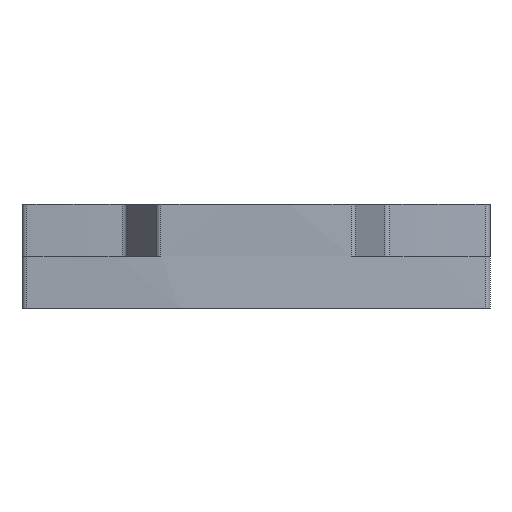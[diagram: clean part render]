
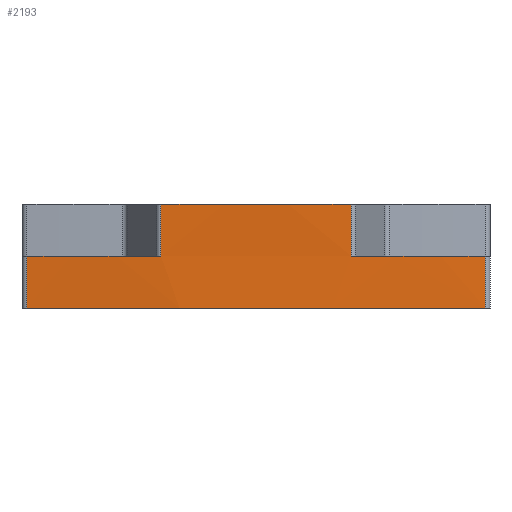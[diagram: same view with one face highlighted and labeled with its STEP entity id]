
A CAD part, front view. The second image highlights one B-rep face of the part: STEP entity #2193.
In plain terms, the highlighted cylindrical face has radius 253.625 mm (diameter 507.25 mm), a partial arc.
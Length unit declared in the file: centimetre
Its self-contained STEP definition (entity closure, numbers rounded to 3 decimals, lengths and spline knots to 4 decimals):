
#112=VECTOR('',#2508,1.);
#125=VECTOR('',#2537,1.);
#175=VECTOR('',#2612,1.);
#218=VECTOR('',#2664,1.);
#345=LINE('',#2979,#112);
#358=LINE('',#3018,#125);
#408=LINE('',#3137,#175);
#451=LINE('',#3230,#218);
#569=VERTEX_POINT('',#2912);
#570=VERTEX_POINT('',#2914);
#595=VERTEX_POINT('',#2973);
#598=VERTEX_POINT('',#2978);
#600=VERTEX_POINT('',#2987);
#616=VERTEX_POINT('',#3019);
#624=VERTEX_POINT('',#3041);
#715=VERTEX_POINT('',#3229);
#792=CIRCLE('',#2290,25.3625);
#812=CIRCLE('',#2317,25.3625);
#821=CIRCLE('',#2330,25.3625);
#854=EDGE_CURVE('',#569,#570,#792,.T.);
#886=EDGE_CURVE('',#598,#595,#345,.T.);
#890=EDGE_CURVE('',#595,#600,#812,.T.);
#907=EDGE_CURVE('',#600,#616,#358,.T.);
#918=EDGE_CURVE('',#624,#616,#821,.T.);
#970=EDGE_CURVE('',#624,#569,#408,.T.);
#1019=EDGE_CURVE('',#570,#715,#451,.T.);
#1049=EDGE_CURVE('',#598,#715,#821,.T.);
#1480=ORIENTED_EDGE('',*,*,#1049,.T.);
#1481=ORIENTED_EDGE('',*,*,#1019,.F.);
#1482=ORIENTED_EDGE('',*,*,#854,.F.);
#1483=ORIENTED_EDGE('',*,*,#970,.F.);
#1484=ORIENTED_EDGE('',*,*,#918,.T.);
#1485=ORIENTED_EDGE('',*,*,#907,.F.);
#1486=ORIENTED_EDGE('',*,*,#890,.F.);
#1487=ORIENTED_EDGE('',*,*,#886,.F.);
#1915=EDGE_LOOP('',(#1480,#1481,#1482,#1483,#1484,#1485,#1486,#1487));
#2060=FACE_BOUND('',#1915,.T.);
#2193=ADVANCED_FACE('',(#2060),#3515,.T.);
#2290=AXIS2_PLACEMENT_3D('',#2913,#2448,#2449);
#2317=AXIS2_PLACEMENT_3D('',#2986,#2515,#2516);
#2330=AXIS2_PLACEMENT_3D('',#3040,#2556,#2557);
#2368=AXIS2_PLACEMENT_3D('',#3289,#2730,#2731);
#2448=DIRECTION('',(0.,0.,-1.));
#2449=DIRECTION('',(-25.363,0.,0.));
#2508=DIRECTION('',(0.,0.,1.));
#2515=DIRECTION('',(0.,0.,1.));
#2516=DIRECTION('',(25.363,0.,0.));
#2537=DIRECTION('',(0.,0.,-1.));
#2556=DIRECTION('',(0.,0.,-1.));
#2557=DIRECTION('',(-25.363,0.,0.));
#2612=DIRECTION('',(0.,0.,-1.));
#2664=DIRECTION('',(0.,0.,1.));
#2730=DIRECTION('',(0.,0.,1.));
#2731=DIRECTION('',(-25.363,0.,0.));
#2912=CARTESIAN_POINT('',(2.2043,-4.854,0.));
#2913=CARTESIAN_POINT('',(0.,20.4125,0.));
#2914=CARTESIAN_POINT('',(-2.2043,-4.854,0.));
#2973=CARTESIAN_POINT('',(-0.9146,-4.9335,1.));
#2978=CARTESIAN_POINT('',(-0.9146,-4.9335,0.5));
#2979=CARTESIAN_POINT('',(-0.9146,-4.9335,0.));
#2986=CARTESIAN_POINT('',(0.,20.4125,1.));
#2987=CARTESIAN_POINT('',(0.9146,-4.9335,1.));
#3018=CARTESIAN_POINT('',(0.9146,-4.9335,0.));
#3019=CARTESIAN_POINT('',(0.9146,-4.9335,0.5));
#3040=CARTESIAN_POINT('',(0.,20.4125,0.5));
#3041=CARTESIAN_POINT('',(2.2043,-4.854,0.5));
#3137=CARTESIAN_POINT('',(2.2043,-4.854,0.));
#3229=CARTESIAN_POINT('',(-2.2043,-4.854,0.5));
#3230=CARTESIAN_POINT('',(-2.2043,-4.854,0.));
#3289=CARTESIAN_POINT('',(0.,20.4125,0.));
#3515=CYLINDRICAL_SURFACE('',#2368,25.3625);
